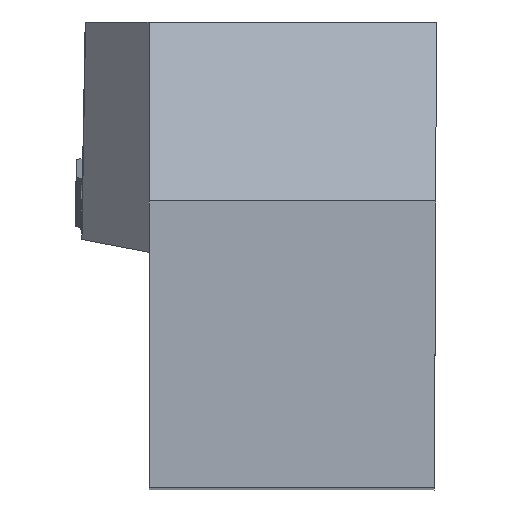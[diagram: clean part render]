
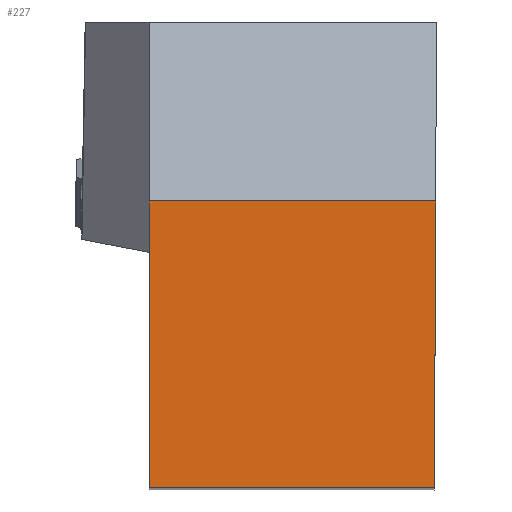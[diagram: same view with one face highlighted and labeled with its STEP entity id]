
A CAD part, top view. The second image highlights one B-rep face of the part: STEP entity #227.
In plain terms, the highlighted planar face has unit normal (0, 0, 1).
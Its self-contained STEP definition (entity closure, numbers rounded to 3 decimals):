
#160=PLANE('',#1556);
#227=ADVANCED_FACE('BLANK_BOXF006',(#309),#160,.F.);
#309=FACE_OUTER_BOUND('',#382,.T.);
#382=EDGE_LOOP('',(#726,#727,#728,#729));
#726=ORIENTED_EDGE('',*,*,#1082,.T.);
#727=ORIENTED_EDGE('',*,*,#1083,.T.);
#728=ORIENTED_EDGE('',*,*,#1084,.T.);
#729=ORIENTED_EDGE('',*,*,#1085,.T.);
#906=VERTEX_POINT('',#2482);
#907=VERTEX_POINT('',#2483);
#908=VERTEX_POINT('',#2485);
#909=VERTEX_POINT('',#2487);
#1082=EDGE_CURVE('',#906,#907,#1228,.T.);
#1083=EDGE_CURVE('',#907,#908,#1229,.T.);
#1084=EDGE_CURVE('',#908,#909,#1230,.T.);
#1085=EDGE_CURVE('',#909,#906,#1231,.T.);
#1228=LINE('',#2481,#1372);
#1229=LINE('',#2484,#1373);
#1230=LINE('',#2486,#1374);
#1231=LINE('',#2488,#1375);
#1372=VECTOR('',#1900,1.);
#1373=VECTOR('',#1901,1.);
#1374=VECTOR('',#1902,1.);
#1375=VECTOR('',#1903,1.);
#1556=AXIS2_PLACEMENT_3D('',#2489,#1904,#1905);
#1900=DIRECTION('',(0.,-1.,0.));
#1901=DIRECTION('',(1.,0.,0.));
#1902=DIRECTION('',(0.004,1.,0.));
#1903=DIRECTION('',(-1.,0.,0.));
#1904=DIRECTION('',(0.,0.,-1.));
#1905=DIRECTION('',(0.,1.,0.));
#2481=CARTESIAN_POINT('',(-25.273,152.4,0.));
#2482=CARTESIAN_POINT('',(-25.273,25.273,0.));
#2483=CARTESIAN_POINT('',(-25.273,0.,0.));
#2484=CARTESIAN_POINT('',(-152.4,0.,0.));
#2485=CARTESIAN_POINT('',(-0.11,0.,0.));
#2486=CARTESIAN_POINT('',(-0.775,-152.399,0.));
#2487=CARTESIAN_POINT('',(0.,25.273,0.));
#2488=CARTESIAN_POINT('',(152.4,25.273,0.));
#2489=CARTESIAN_POINT('',(-57.023,41.273,0.));
